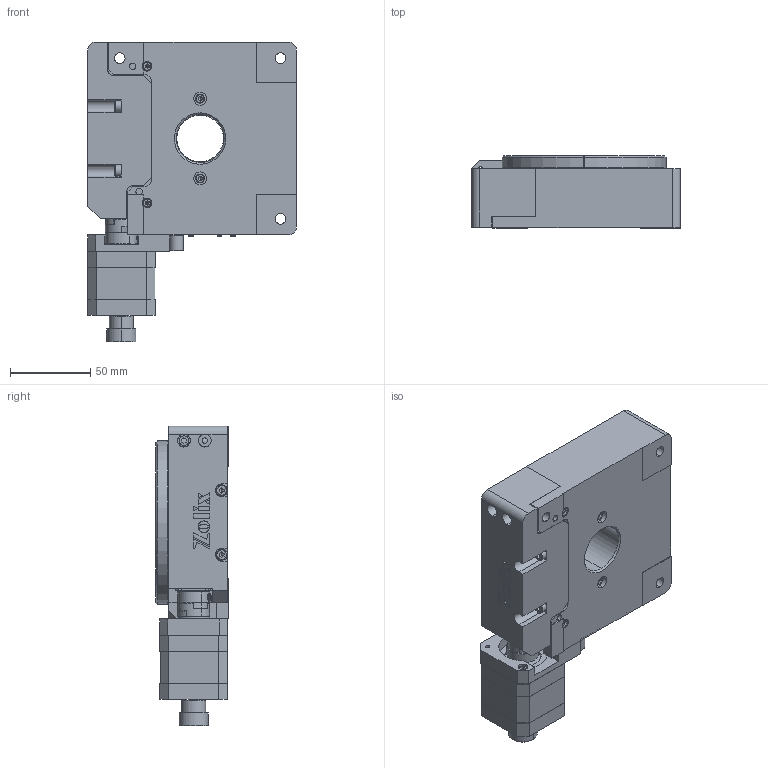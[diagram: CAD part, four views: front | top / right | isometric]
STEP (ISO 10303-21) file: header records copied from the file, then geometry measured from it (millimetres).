
FILE_DESCRIPTION (( 'STEP AP203' ), '1' );
FILE_NAME ('TBR100.step', '2019-05-06T08:34:54', ( '' ), ( '' ), 'SwSTEP 2.0', 'SolidWorks 2017', '' );
FILE_SCHEMA (( 'CONFIG_CONTROL_DESIGN' ));
Length unit declared in the file: millimetre
Products named in the file (1): TBR100
Bounding box: 130.1 x 45 x 186.5 mm (x, y, z)
Surface area: 87410.3 mm2 (no closed solid volume)
Topology: 0 solids, 55 shells, 730 faces, 2943 edges, 2162 vertices
Faces by surface type: plane 417, cylinder 182, cone 71, torus 52, sphere 6, bspline 2
Entity records: 31477 total; most frequent: CARTESIAN_POINT 7691, DIRECTION 4811, ORIENTED_EDGE 4342, EDGE_CURVE 2911, VERTEX_POINT 2162, VECTOR 1773, LINE 1773, AXIS2_PLACEMENT_3D 1519
